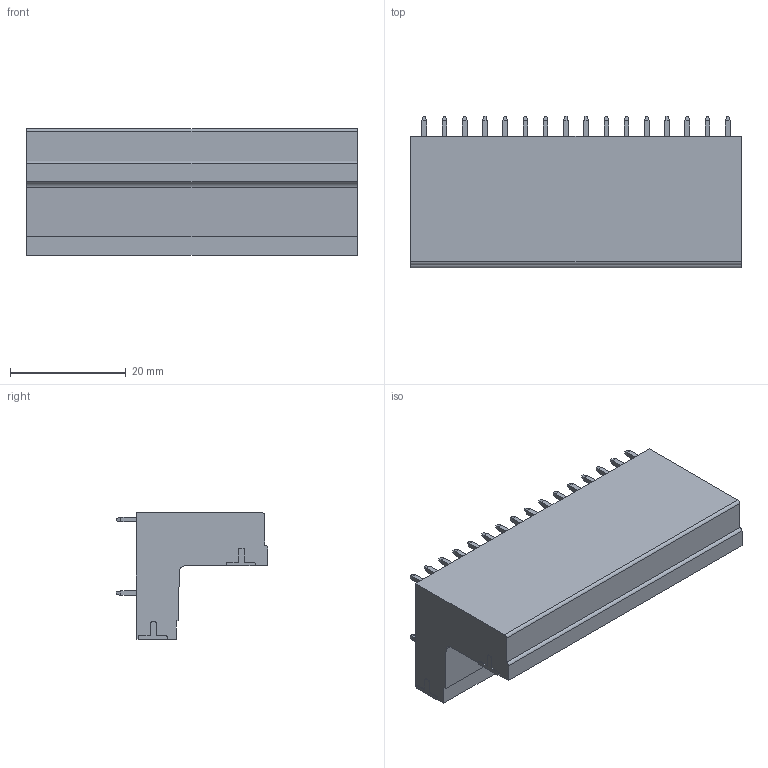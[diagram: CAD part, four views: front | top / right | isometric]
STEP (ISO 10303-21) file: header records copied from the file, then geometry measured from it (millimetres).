
FILE_DESCRIPTION((''),'2;1');
FILE_NAME('TLPHDC-005R-XXP','2024-09-23T15:04:05',('sheji109'),(''),'CREO PARAMETRIC BY PTC INC, 2018100','CREO PARAMETRIC BY PTC INC, 2018100','');
FILE_SCHEMA(('CONFIG_CONTROL_DESIGN'));
Products named in the file (1): TLPHDC-005R-XXP
Bounding box: 57.4 x 26.2 x 21.9 mm (x, y, z)
Volume: 13495.6 mm3; surface area: 12068.6 mm2
Topology: 1 solids, 1 shells, 2462 faces, 6644 edges, 4312 vertices
Faces by surface type: plane 1739, cylinder 499, cone 160, torus 64
Entity records: 76704 total; most frequent: CARTESIAN_POINT 14410, ORIENTED_EDGE 13288, DIRECTION 12470, EDGE_CURVE 6644, VECTOR 5102, LINE 5102, VERTEX_POINT 4312, AXIS2_PLACEMENT_3D 3684
